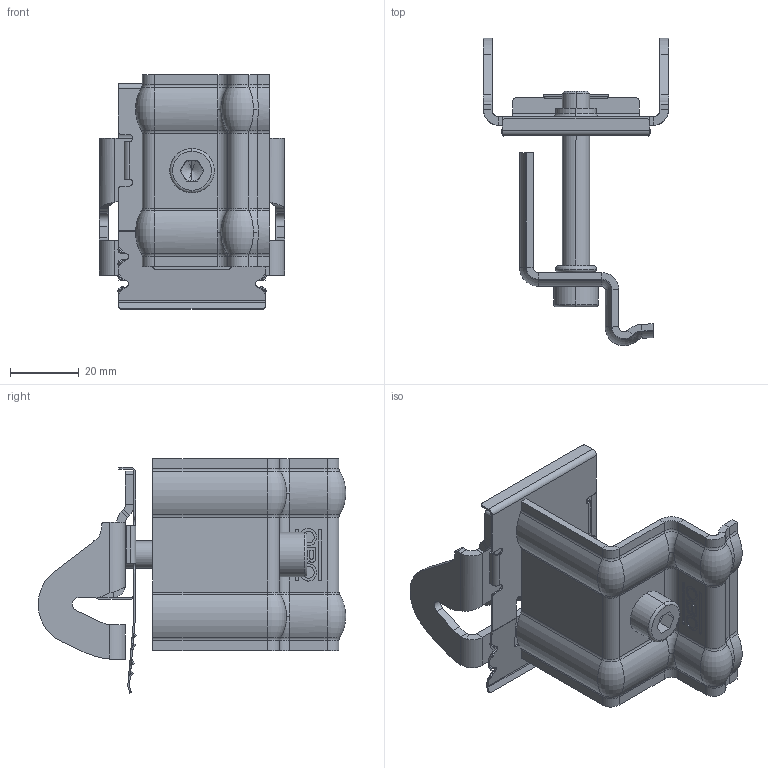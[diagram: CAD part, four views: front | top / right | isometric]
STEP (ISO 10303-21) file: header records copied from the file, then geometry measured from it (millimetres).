
FILE_DESCRIPTION (( 'STEP AP214' ), '1' );
FILE_NAME ('5901082_step.STEP', '2023-10-06T07:28:24', ( '' ), ( '' ), 'SwSTEP 2.0', 'SolidWorks 2022', '' );
FILE_SCHEMA (( 'AUTOMOTIVE_DESIGN' ));
Length unit declared in the file: millimetre
Products named in the file (6): 252152_Assembly; 242131; 242112_50; 5901082_step; 243432; socket head cap screw 4762_din_EN ISO 4762 M8 x 55 - 28N
Assembly tree (5 placements, depth 2):
  5901082_step
    242131
    socket head cap screw 4762_din_EN ISO 4762 M8 x 55 - 28N
    242112_50
    243432
    252152_Assembly
Bounding box: 54 x 89.78 x 68.44 mm (x, y, z)
Volume: 23862.2 mm3; surface area: 26770 mm2
Topology: 5 solids, 5 shells, 546 faces, 1215 edges, 683 vertices
Faces by surface type: plane 254, cylinder 192, torus 68, bspline 28, cone 4
Entity records: 15371 total; most frequent: CARTESIAN_POINT 3080, DIRECTION 2611, ORIENTED_EDGE 2426, EDGE_CURVE 1213, AXIS2_PLACEMENT_3D 974, VERTEX_POINT 683, LINE 663, VECTOR 663
